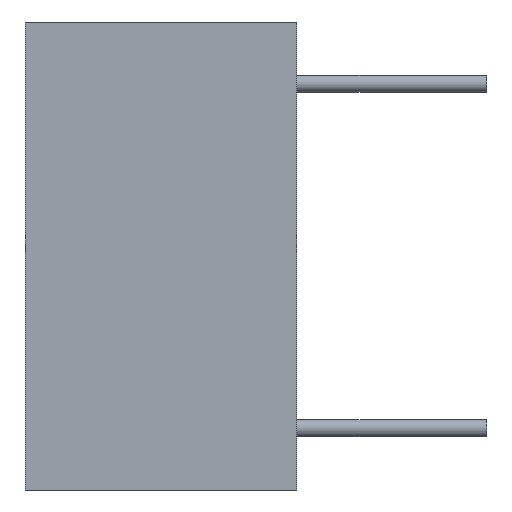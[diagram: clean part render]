
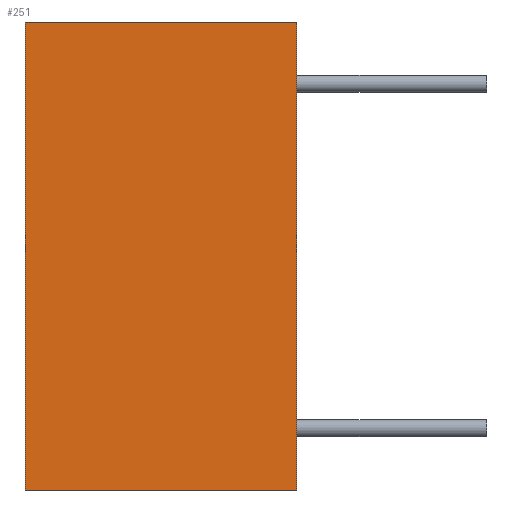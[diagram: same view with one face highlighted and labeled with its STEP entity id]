
A CAD part, left-side view. The second image highlights one B-rep face of the part: STEP entity #251.
In plain terms, the highlighted planar face has unit normal (-1, 0, 0).
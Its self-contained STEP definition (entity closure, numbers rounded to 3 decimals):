
#27=PLANE('',#301);
#45=FACE_OUTER_BOUND('',#63,.T.);
#63=EDGE_LOOP('',(#203,#204,#205,#206));
#81=LINE('',#433,#99);
#82=LINE('',#435,#100);
#83=LINE('',#437,#101);
#84=LINE('',#438,#102);
#99=VECTOR('',#365,10.);
#100=VECTOR('',#366,10.);
#101=VECTOR('',#367,10.);
#102=VECTOR('',#368,10.);
#135=VERTEX_POINT('',#431);
#136=VERTEX_POINT('',#432);
#137=VERTEX_POINT('',#434);
#138=VERTEX_POINT('',#436);
#161=EDGE_CURVE('',#135,#136,#81,.T.);
#162=EDGE_CURVE('',#136,#137,#82,.T.);
#163=EDGE_CURVE('',#138,#137,#83,.T.);
#164=EDGE_CURVE('',#135,#138,#84,.T.);
#203=ORIENTED_EDGE('',*,*,#161,.T.);
#204=ORIENTED_EDGE('',*,*,#162,.T.);
#205=ORIENTED_EDGE('',*,*,#163,.F.);
#206=ORIENTED_EDGE('',*,*,#164,.F.);
#251=ADVANCED_FACE('',(#45),#27,.T.);
#301=AXIS2_PLACEMENT_3D('',#430,#363,#364);
#363=DIRECTION('center_axis',(-1.,0.,0.));
#364=DIRECTION('ref_axis',(0.,0.,1.));
#365=DIRECTION('',(0.,0.,1.));
#366=DIRECTION('',(0.,1.,0.));
#367=DIRECTION('',(0.,0.,1.));
#368=DIRECTION('',(0.,1.,0.));
#430=CARTESIAN_POINT('Origin',(-12.,0.,-6.9));
#431=CARTESIAN_POINT('',(-12.,0.,-6.9));
#432=CARTESIAN_POINT('',(-12.,0.,6.9));
#433=CARTESIAN_POINT('',(-12.,0.,-6.9));
#434=CARTESIAN_POINT('',(-12.,8.,6.9));
#435=CARTESIAN_POINT('',(-12.,0.,6.9));
#436=CARTESIAN_POINT('',(-12.,8.,-6.9));
#437=CARTESIAN_POINT('',(-12.,8.,-6.9));
#438=CARTESIAN_POINT('',(-12.,0.,-6.9));
